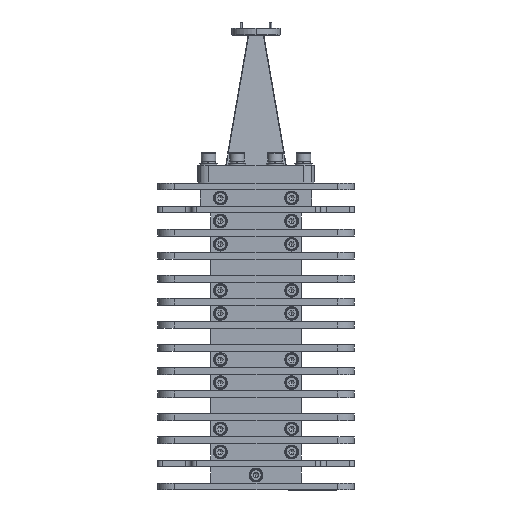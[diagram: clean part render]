
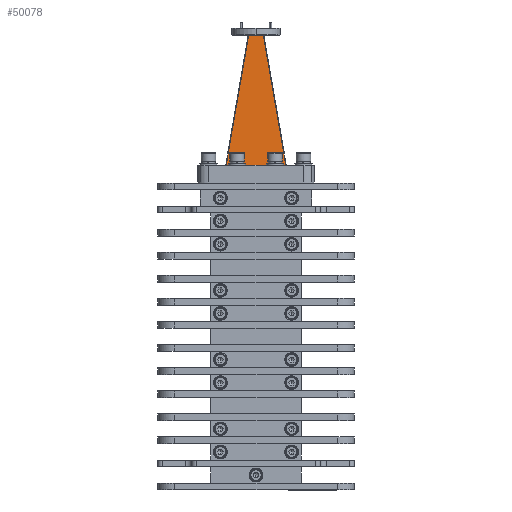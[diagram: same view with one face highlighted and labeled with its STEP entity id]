
A CAD part, left-side view. The second image highlights one B-rep face of the part: STEP entity #50078.
In plain terms, the highlighted planar face has unit normal (-0.997, 0, 0.077).
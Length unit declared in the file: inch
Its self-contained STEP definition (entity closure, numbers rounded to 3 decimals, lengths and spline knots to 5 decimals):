
#558 = B_SPLINE_CURVE_WITH_KNOTS ( 'NONE', 3,
 ( #7405, #35216, #26229, #45404 ),
 .UNSPECIFIED., .F., .F.,
 ( 4, 4 ),
 ( 0., 1. ),
 .UNSPECIFIED. ) ;
#3704 = B_SPLINE_CURVE_WITH_KNOTS ( 'NONE', 3,
 ( #4613, #13594, #36770, #13294 ),
 .UNSPECIFIED., .F., .F.,
 ( 4, 4 ),
 ( 0., 1. ),
 .UNSPECIFIED. ) ;
#4613 = CARTESIAN_POINT ( 'NONE',  ( -0.28319, -0.65487, 5.56727 ) ) ;
#4946 = EDGE_LOOP ( 'NONE', ( #37315, #46667, #58339, #27454 ) ) ;
#5147 = CARTESIAN_POINT ( 'NONE',  ( -0.51437, 0.19861, 2.5777 ) ) ;
#5634 = EDGE_CURVE ( 'NONE', #12197, #37112, #3704, .T. ) ;
#6409 = CARTESIAN_POINT ( 'NONE',  ( -0.28319, -0.48632, 5.56726 ) ) ;
#7405 = CARTESIAN_POINT ( 'NONE',  ( -0.51437, 0.19861, 2.5777 ) ) ;
#7859 = FACE_OUTER_BOUND ( 'NONE', #4946, .T. ) ;
#11969 = DIRECTION ( 'NONE',  ( 0., -1., 0. ) ) ;
#12197 = VERTEX_POINT ( 'NONE', #51929 ) ;
#13294 = CARTESIAN_POINT ( 'NONE',  ( -0.51437, -1.17125, 2.5777 ) ) ;
#13594 = CARTESIAN_POINT ( 'NONE',  ( -0.36025, -0.82699, 4.57077 ) ) ;
#16196 = VERTEX_POINT ( 'NONE', #38019 ) ;
#21976 = VECTOR ( 'NONE', #11969, 39.37008 ) ;
#23465 = EDGE_CURVE ( 'NONE', #25808, #16196, #558, .T. ) ;
#25808 = VERTEX_POINT ( 'NONE', #46783 ) ;
#26229 = CARTESIAN_POINT ( 'NONE',  ( -0.36025, -0.14564, 4.57077 ) ) ;
#26419 = CARTESIAN_POINT ( 'NONE',  ( -0.51437, -1.17125, 2.5777 ) ) ;
#27454 = ORIENTED_EDGE ( 'NONE', *, *, #23465, .F. ) ;
#30862 = AXIS2_PLACEMENT_3D ( 'NONE', #50795, #40911, #45559 ) ;
#33575 = CARTESIAN_POINT ( 'NONE',  ( -0.51437, -0.25801, 2.5777 ) ) ;
#35216 = CARTESIAN_POINT ( 'NONE',  ( -0.43731, 0.02649, 3.57423 ) ) ;
#36191 = B_SPLINE_CURVE_WITH_KNOTS ( 'NONE', 3,
 ( #47478, #43157, #33575, #5147 ),
 .UNSPECIFIED., .F., .F.,
 ( 4, 4 ),
 ( 0., 1. ),
 .UNSPECIFIED. ) ;
#36770 = CARTESIAN_POINT ( 'NONE',  ( -0.43731, -0.99912, 3.57423 ) ) ;
#37112 = VERTEX_POINT ( 'NONE', #26419 ) ;
#37315 = ORIENTED_EDGE ( 'NONE', *, *, #57183, .F. ) ;
#38019 = CARTESIAN_POINT ( 'NONE',  ( -0.28319, -0.31777, 5.56727 ) ) ;
#40911 = DIRECTION ( 'NONE',  ( 0.997, 0., -0.077 ) ) ;
#43157 = CARTESIAN_POINT ( 'NONE',  ( -0.51437, -0.71463, 2.5777 ) ) ;
#45404 = CARTESIAN_POINT ( 'NONE',  ( -0.28319, -0.31777, 5.56727 ) ) ;
#45559 = DIRECTION ( 'NONE',  ( 0., -1., 0. ) ) ;
#46667 = ORIENTED_EDGE ( 'NONE', *, *, #5634, .F. ) ;
#46783 = CARTESIAN_POINT ( 'NONE',  ( -0.51437, 0.19861, 2.5777 ) ) ;
#47478 = CARTESIAN_POINT ( 'NONE',  ( -0.51437, -1.17125, 2.5777 ) ) ;
#49562 = EDGE_CURVE ( 'NONE', #16196, #12197, #59208, .T. ) ;
#50078 = ADVANCED_FACE ( 'NONE', ( #7859 ), #55417, .F. ) ;
#50795 = CARTESIAN_POINT ( 'NONE',  ( -0.54481, -1.25108, 2.184 ) ) ;
#51929 = CARTESIAN_POINT ( 'NONE',  ( -0.28319, -0.65487, 5.56727 ) ) ;
#55417 = PLANE ( 'NONE',  #30862 ) ;
#57183 = EDGE_CURVE ( 'NONE', #37112, #25808, #36191, .T. ) ;
#58339 = ORIENTED_EDGE ( 'NONE', *, *, #49562, .F. ) ;
#59208 = LINE ( 'NONE', #6409, #21976 ) ;
